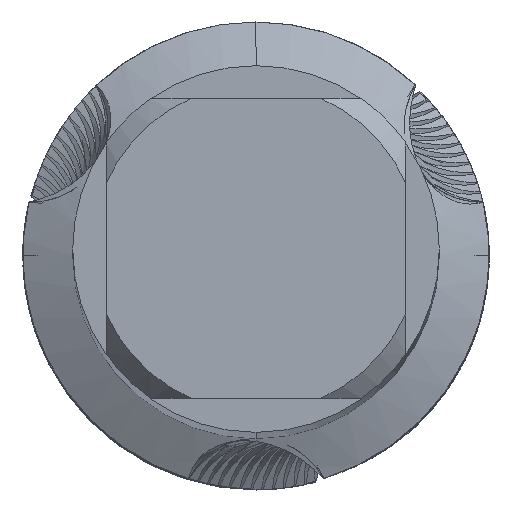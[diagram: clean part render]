
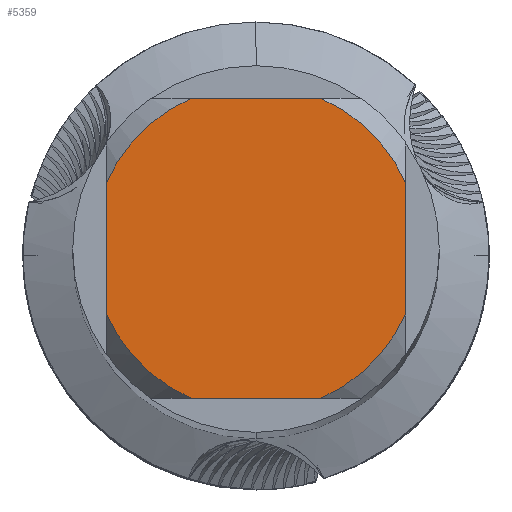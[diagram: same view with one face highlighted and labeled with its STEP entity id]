
A CAD part, top view. The second image highlights one B-rep face of the part: STEP entity #5359.
In plain terms, the highlighted planar face has unit normal (0, 0, 1).
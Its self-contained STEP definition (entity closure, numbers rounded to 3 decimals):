
#1945=EDGE_CURVE('',#5125,#5035,#5717,.T.);
#2205=EDGE_CURVE('',#2863,#5471,#6008,.T.);
#2213=VERTEX_POINT('',#6016);
#2863=VERTEX_POINT('',#6721);
#2957=EDGE_CURVE('',#5173,#5319,#6822,.T.);
#3285=EDGE_CURVE('',#5173,#5471,#7180,.T.);
#3357=EDGE_CURVE('',#2863,#5035,#7259,.T.);
#3753=EDGE_CURVE('',#3877,#5319,#7691,.T.);
#3877=VERTEX_POINT('',#7827);
#4051=EDGE_CURVE('',#5125,#2213,#8013,.T.);
#5023=EDGE_CURVE('',#3877,#2213,#9065,.T.);
#5035=VERTEX_POINT('',#9078);
#5125=VERTEX_POINT('',#9175);
#5173=VERTEX_POINT('',#9229);
#5319=VERTEX_POINT('',#9389);
#5359=ADVANCED_FACE('',(#9434),#9435,.T.);
#5471=VERTEX_POINT('',#9554);
#5717=CIRCLE('',#9864,4.9);
#6008=CIRCLE('',#10404,4.9);
#6016=CARTESIAN_POINT('',(1.939,-4.5,0.0));
#6721=CARTESIAN_POINT('',(-4.5,1.939,0.0));
#6822=CIRCLE('',#12500,4.9);
#7180=LINE('',#13341,#13342);
#7259=LINE('',#13490,#13491);
#7691=LINE('',#14540,#14541);
#7827=CARTESIAN_POINT('',(4.5,-1.939,0.0));
#8013=LINE('',#15308,#15309);
#9065=CIRCLE('',#17894,4.9);
#9078=CARTESIAN_POINT('',(-4.5,-1.939,0.0));
#9175=CARTESIAN_POINT('',(-1.939,-4.5,0.0));
#9229=CARTESIAN_POINT('',(1.939,4.5,0.0));
#9389=CARTESIAN_POINT('',(4.5,1.939,0.0));
#9434=FACE_OUTER_BOUND('',#18707,.T.);
#9435=PLANE('',#18708);
#9554=CARTESIAN_POINT('',(-1.939,4.5,0.0));
#9864=AXIS2_PLACEMENT_3D('',#19514,#19515,#19516);
#10404=AXIS2_PLACEMENT_3D('',#19866,#19867,#19868);
#12500=AXIS2_PLACEMENT_3D('',#20875,#20876,#20877);
#13341=CARTESIAN_POINT('',(0.0,4.5,0.0));
#13342=VECTOR('',#21244,1.0);
#13490=CARTESIAN_POINT('',(-4.5,1.225,0.0));
#13491=VECTOR('',#21320,1.0);
#14540=CARTESIAN_POINT('',(4.5,1.225,0.0));
#14541=VECTOR('',#21865,1.0);
#15308=CARTESIAN_POINT('',(0.0,-4.5,0.0));
#15309=VECTOR('',#22175,1.0);
#17894=AXIS2_PLACEMENT_3D('',#23198,#23199,#23200);
#18707=EDGE_LOOP('',(#23595,#23596,#23597,#23598,#23599,#23600,#23601,#23602));
#18708=AXIS2_PLACEMENT_3D('',#23603,#23604,#23605);
#19514=CARTESIAN_POINT('',(0.0,0.0,0.0));
#19515=DIRECTION('',(0.0,0.0,-1.0));
#19516=DIRECTION('',(0.0,1.0,0.0));
#19866=CARTESIAN_POINT('',(0.0,0.0,0.0));
#19867=DIRECTION('',(0.0,0.0,-1.0));
#19868=DIRECTION('',(0.0,1.0,0.0));
#20875=CARTESIAN_POINT('',(0.0,0.0,0.0));
#20876=DIRECTION('',(0.0,0.0,-1.0));
#20877=DIRECTION('',(0.0,1.0,0.0));
#21244=DIRECTION('',(-1.0,0.0,0.0));
#21320=DIRECTION('',(-0.0,-1.0,0.0));
#21865=DIRECTION('',(-0.0,1.0,0.0));
#22175=DIRECTION('',(1.0,0.0,0.0));
#23198=CARTESIAN_POINT('',(0.0,0.0,0.0));
#23199=DIRECTION('',(0.0,0.0,-1.0));
#23200=DIRECTION('',(0.0,1.0,0.0));
#23595=ORIENTED_EDGE('',*,*,#3357,.T.);
#23596=ORIENTED_EDGE('',*,*,#1945,.F.);
#23597=ORIENTED_EDGE('',*,*,#4051,.T.);
#23598=ORIENTED_EDGE('',*,*,#5023,.F.);
#23599=ORIENTED_EDGE('',*,*,#3753,.T.);
#23600=ORIENTED_EDGE('',*,*,#2957,.F.);
#23601=ORIENTED_EDGE('',*,*,#3285,.T.);
#23602=ORIENTED_EDGE('',*,*,#2205,.F.);
#23603=CARTESIAN_POINT('',(0.0,2.45,0.0));
#23604=DIRECTION('',(-0.0,0.0,1.0));
#23605=DIRECTION('',(0.0,-1.0,0.0));
